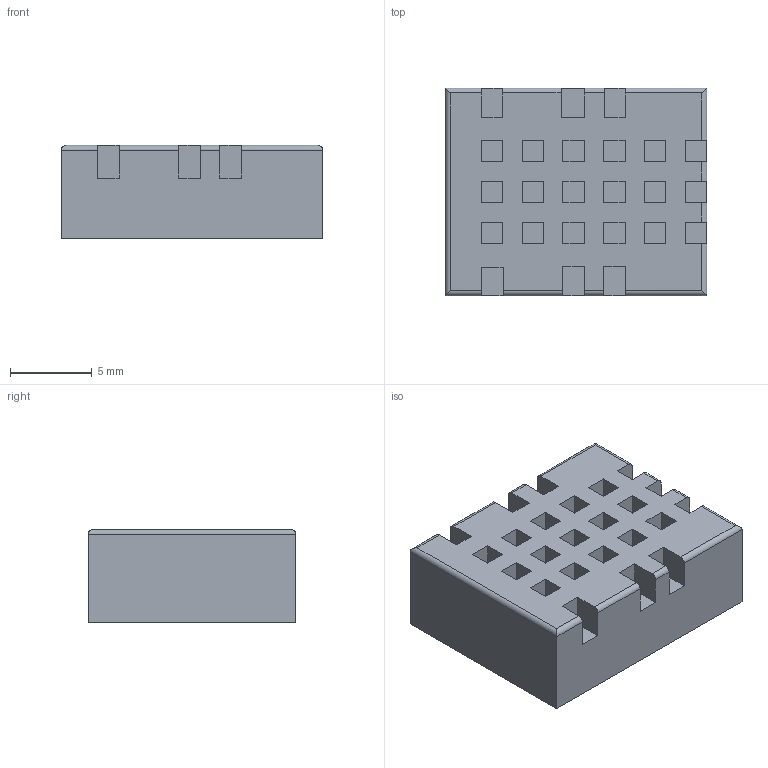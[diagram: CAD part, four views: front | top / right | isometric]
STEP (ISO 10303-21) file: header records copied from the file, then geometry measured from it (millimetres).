
FILE_DESCRIPTION(('FreeCAD Model'),'2;1');
FILE_NAME('temp y nivel.step','2019-06-17T16:33:00',(''),(''), 'Open CASCADE STEP processor 7.2','FreeCAD','Unknown');
FILE_SCHEMA(('AUTOMOTIVE_DESIGN { 1 0 10303 214 1 1 1 1 }'));
Length unit declared in the file: millimetre
Products named in the file (1): SOLID001
Bounding box: 16 x 12.7 x 5.7 mm (x, y, z)
Volume: 1077.2 mm3; surface area: 916.2 mm2
Topology: 1 solids, 1 shells, 130 faces, 335 edges, 222 vertices
Faces by surface type: plane 117, cylinder 13
Entity records: 3910 total; most frequent: CARTESIAN_POINT 688, ORIENTED_EDGE 670, DIRECTION 619, EDGE_CURVE 335, LINE 313, VECTOR 313, VERTEX_POINT 222, AXIS2_PLACEMENT_3D 153
